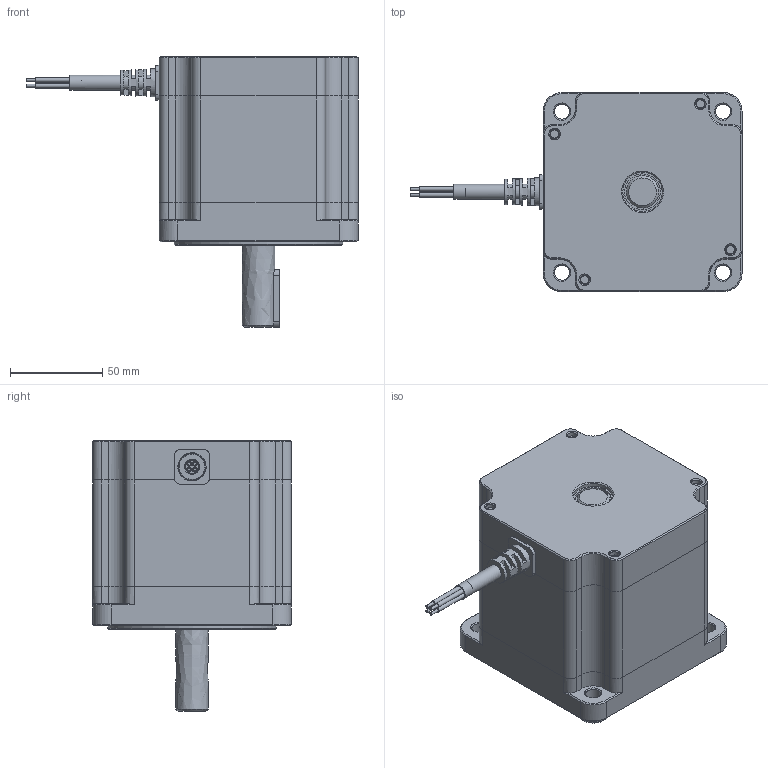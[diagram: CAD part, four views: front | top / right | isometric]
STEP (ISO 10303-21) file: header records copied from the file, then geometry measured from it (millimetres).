
FILE_DESCRIPTION(('FreeCAD Model'),'2;1');
FILE_NAME('Open CASCADE Shape Model','2025-04-17T16:18:32',('FreeCAD'),( 'FreeCAD'),'Open CASCADE STEP processor 7.6','FreeCAD','Unknown');
FILE_SCHEMA(('AUTOMOTIVE_DESIGN { 1 0 10303 214 1 1 1 1 }'));
Length unit declared in the file: millimetre
Products named in the file (1): Open CASCADE STEP translator 7.6 1
Bounding box: 179.95 x 107.84 x 146.72 mm (x, y, z)
Volume: 1111026.7 mm3; surface area: 137530.2 mm2
Topology: 19 solids, 19 shells, 430 faces, 1024 edges, 653 vertices
Faces by surface type: bspline 430
Entity records: 12592 total; most frequent: CARTESIAN_POINT 6695, ORIENTED_EDGE 2040, EDGE_CURVE 1020, VERTEX_POINT 653, B_SPLINE_CURVE_WITH_KNOTS 501, FACE_BOUND 481, EDGE_LOOP 481, ADVANCED_FACE 430
